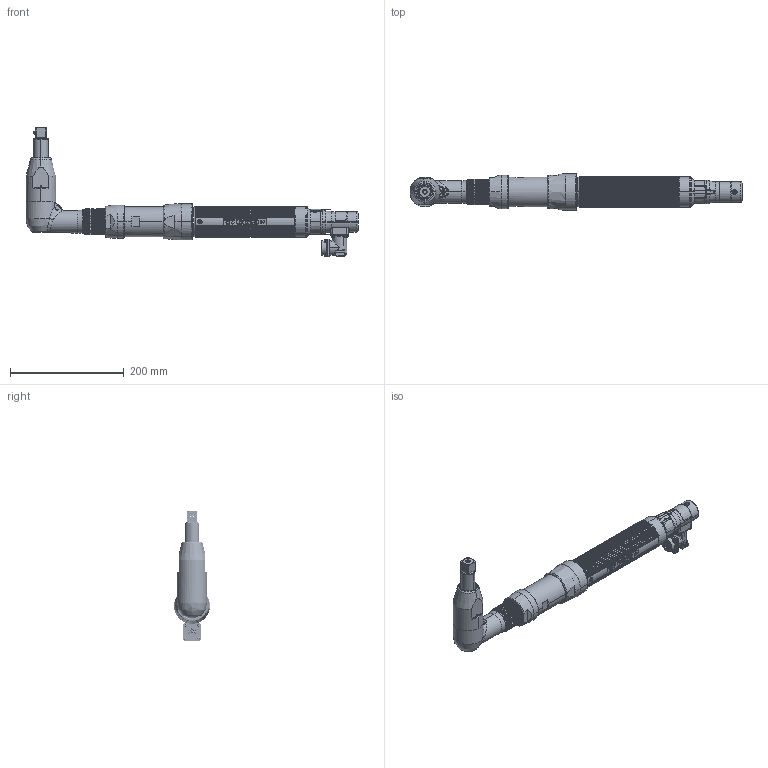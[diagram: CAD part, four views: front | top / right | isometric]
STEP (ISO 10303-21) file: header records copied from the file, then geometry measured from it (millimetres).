
FILE_DESCRIPTION((''),'2;1');
FILE_NAME('EB55MA26F1-120R','2015-11-19T',('CEG0317'),(''),'PRO/ENGINEER BY PARAMETRIC TECHNOLOGY CORPORATION, 2010430','PRO/ENGINEER BY PARAMETRIC TECHNOLOGY CORPORATION, 2010430','');
FILE_SCHEMA(('CONFIG_CONTROL_DESIGN'));
Length unit declared in the file: inch
Products named in the file (1): EB55MA26F1-120R
Bounding box: 582.94 x 63.44 x 227.06 mm (x, y, z)
Surface area: 276464.2 mm2 (no closed solid volume)
Topology: 0 solids, 345 shells, 2581 faces, 11019 edges, 8545 vertices
Faces by surface type: cylinder 966, plane 776, cone 317, torus 188, bspline 187, extrusion 147
Entity records: 186015 total; most frequent: CARTESIAN_POINT 101448, DIRECTION 16248, ORIENTED_EDGE 15901, EDGE_CURVE 11017, VERTEX_POINT 8545, AXIS2_PLACEMENT_3D 5619, VECTOR 5010, LINE 4863
